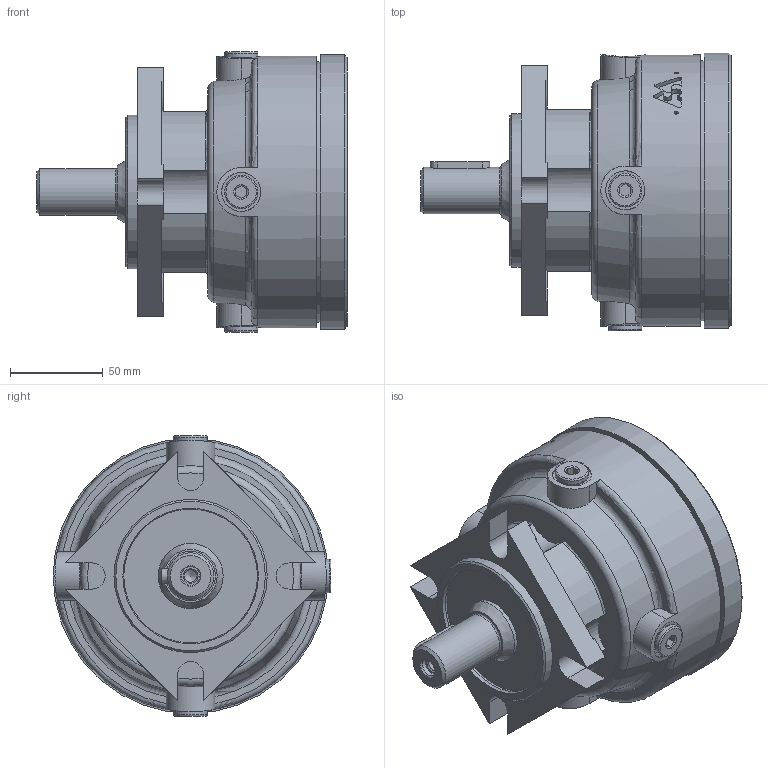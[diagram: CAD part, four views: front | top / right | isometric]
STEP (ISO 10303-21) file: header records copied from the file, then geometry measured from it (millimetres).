
FILE_DESCRIPTION(/* description */ ('STEP AP214'),/* implementation_level */ '2;1');
FILE_NAME(/* name */ 'LB_288C-32CP',/* time_stamp */ '2023-02-28T09:24:09+01:00',/* author */ ('License CC BY-ND 4.0'),/* organization */ ('CADENAS'),/* preprocessor_version */ 'ST-DEVELOPER v18.102',/* originating_system */ 'PARTsolutions',/* authorisation */ ' ');
FILE_SCHEMA (('AUTOMOTIVE_DESIGN {1 0 10303 214 3 1 1}'));
Length unit declared in the file: millimetre
Products named in the file (3): LB/288C-32CP; LBB/288C-C-S; LB/288--B
Assembly tree (2 placements, depth 2):
  LB/288C-32CP
    LBB/288C-C-S
    LB/288--B
Bounding box: 167 x 149.5 x 151 mm (x, y, z)
Volume: 1338623.2 mm3; surface area: 158693.4 mm2
Topology: 2 solids, 2 shells, 343 faces, 799 edges, 514 vertices
Faces by surface type: plane 182, cylinder 94, cone 38, torus 29
Full cylindrical faces by diameter (mm): 2 x2, 3.5 x2, 6.647 x1, 10 x1, 10.106 x8, 11.445 x2, 13 x8, 14 x8, 17 x3, 18 x3, 21 x5, 25 x1, 35 x1, 43 x2, 60 x1, 62 x1, 72 x2, 82.5 x2, 87.3 x1, 140 x1, 146 x1, 148 x1
Entity records: 9412 total; most frequent: CARTESIAN_POINT 1993, DIRECTION 1510, ORIENTED_EDGE 1336, EDGE_CURVE 668, AXIS2_PLACEMENT_3D 578, FACE_BOUND 520, EDGE_LOOP 509, VERTEX_POINT 504
